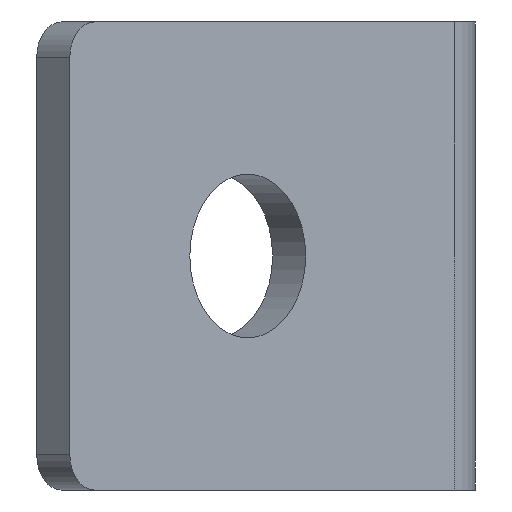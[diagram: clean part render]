
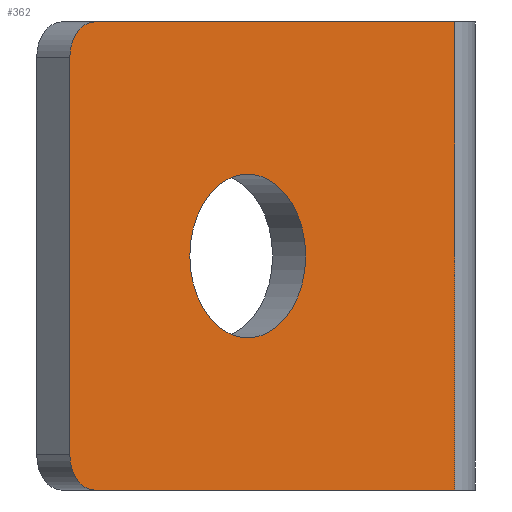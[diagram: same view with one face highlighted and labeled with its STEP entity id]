
A CAD part, left-side view. The second image highlights one B-rep face of the part: STEP entity #362.
In plain terms, the highlighted planar face has unit normal (-0.707, -0.707, 0).
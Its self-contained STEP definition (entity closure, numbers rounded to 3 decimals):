
#18=FACE_BOUND('',#73,.T.);
#30=PLANE('',#422);
#48=FACE_OUTER_BOUND('',#72,.T.);
#72=EDGE_LOOP('',(#307,#308,#309,#310,#311,#312));
#73=EDGE_LOOP('',(#313));
#85=LINE('',#556,#116);
#91=LINE('',#574,#122);
#105=LINE('',#618,#136);
#106=LINE('',#622,#137);
#116=VECTOR('',#444,10.);
#122=VECTOR('',#462,10.);
#136=VECTOR('',#504,10.);
#137=VECTOR('',#511,3.76);
#143=CIRCLE('',#392,3.);
#147=CIRCLE('',#399,3.);
#154=CIRCLE('',#413,7.);
#161=VERTEX_POINT('',#543);
#162=VERTEX_POINT('',#544);
#166=VERTEX_POINT('',#554);
#171=VERTEX_POINT('',#568);
#172=VERTEX_POINT('',#572);
#187=VERTEX_POINT('',#613);
#188=VERTEX_POINT('',#617);
#191=EDGE_CURVE('',#161,#162,#143,.T.);
#197=EDGE_CURVE('',#166,#161,#85,.T.);
#203=EDGE_CURVE('',#171,#166,#147,.T.);
#206=EDGE_CURVE('',#172,#171,#91,.T.);
#226=EDGE_CURVE('',#187,#187,#154,.T.);
#227=EDGE_CURVE('',#172,#188,#105,.T.);
#230=EDGE_CURVE('',#162,#188,#106,.T.);
#307=ORIENTED_EDGE('',*,*,#191,.F.);
#308=ORIENTED_EDGE('',*,*,#197,.F.);
#309=ORIENTED_EDGE('',*,*,#203,.F.);
#310=ORIENTED_EDGE('',*,*,#206,.F.);
#311=ORIENTED_EDGE('',*,*,#227,.T.);
#312=ORIENTED_EDGE('',*,*,#230,.F.);
#313=ORIENTED_EDGE('',*,*,#226,.T.);
#362=ADVANCED_FACE('',(#48,#18),#30,.F.);
#392=AXIS2_PLACEMENT_3D('',#545,#434,#435);
#399=AXIS2_PLACEMENT_3D('',#569,#456,#457);
#413=AXIS2_PLACEMENT_3D('',#615,#500,#501);
#422=AXIS2_PLACEMENT_3D('',#628,#521,#522);
#434=DIRECTION('center_axis',(0.707,0.707,0.));
#435=DIRECTION('ref_axis',(-0.5,0.5,0.707));
#444=DIRECTION('',(0.,0.,1.));
#456=DIRECTION('center_axis',(0.707,0.707,0.));
#457=DIRECTION('ref_axis',(-0.5,0.5,-0.707));
#462=DIRECTION('',(-0.707,0.707,0.));
#500=DIRECTION('center_axis',(0.707,0.707,0.));
#501=DIRECTION('ref_axis',(0.,0.,1.));
#504=DIRECTION('',(0.,0.,1.));
#511=DIRECTION('',(0.707,-0.707,0.));
#521=DIRECTION('center_axis',(0.707,0.707,0.));
#522=DIRECTION('ref_axis',(0.,0.,
1.));
#543=CARTESIAN_POINT('',(-117.648,34.648,-3.));
#544=CARTESIAN_POINT('',(-115.527,32.527,0.));
#545=CARTESIAN_POINT('Origin',(-115.527,32.527,-3.));
#554=CARTESIAN_POINT('',(-117.648,34.648,-37.));
#556=CARTESIAN_POINT('',(-117.648,34.648,-40.));
#568=CARTESIAN_POINT('',(-115.527,32.527,-40.));
#569=CARTESIAN_POINT('Origin',(-115.527,32.527,-37.));
#572=CARTESIAN_POINT('',(-84.757,1.757,-40.));
#574=CARTESIAN_POINT('',(-84.757,1.757,-40.));
#613=CARTESIAN_POINT('',(-102.445,19.445,-27.));
#615=CARTESIAN_POINT('Origin',(-102.445,19.445,-20.));
#617=CARTESIAN_POINT('',(-84.757,1.757,0.));
#618=CARTESIAN_POINT('',(-84.757,1.757,-20.));
#622=CARTESIAN_POINT('',(-76.405,-6.595,0.));
#628=CARTESIAN_POINT('Origin',(-100.159,17.159,-20.));
